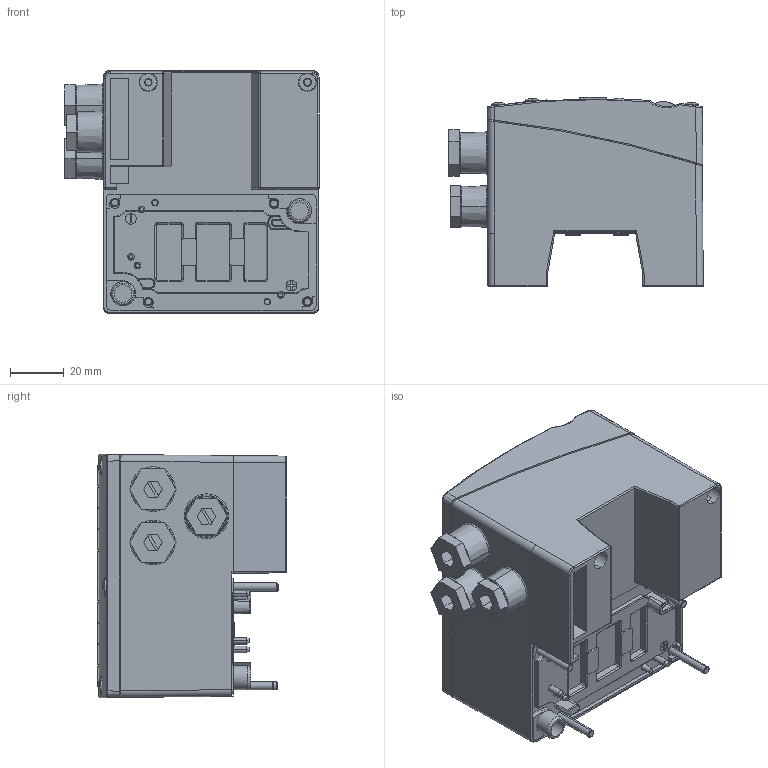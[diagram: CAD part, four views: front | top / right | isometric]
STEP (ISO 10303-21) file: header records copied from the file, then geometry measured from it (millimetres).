
FILE_DESCRIPTION((''),'2;1');
FILE_NAME('DM_CAD-0392B_SW0001','2016-09-22T',('creinig-se'),(''),'PRO/ENGINEER BY PARAMETRIC TECHNOLOGY CORPORATION, 2015440','PRO/ENGINEER BY PARAMETRIC TECHNOLOGY CORPORATION, 2015440','');
FILE_SCHEMA(('CONFIG_CONTROL_DESIGN'));
Length unit declared in the file: millimetre
Products named in the file (1): DM_CAD-0392B_SW0001
Bounding box: 95.17 x 70.8 x 91 mm (x, y, z)
Volume: 393314 mm3; surface area: 48616.3 mm2
Topology: 3 solids, 5 shells, 915 faces, 2356 edges, 1482 vertices
Faces by surface type: plane 530, cylinder 226, cone 56, torus 39, sphere 32, bspline 20, extrusion 12
Entity records: 35539 total; most frequent: CARTESIAN_POINT 8082, ORIENTED_EDGE 4670, DIRECTION 4502, EDGE_CURVE 2335, AXIS2_PLACEMENT_3D 1523, VERTEX_POINT 1482, VECTOR 1456, LINE 1444
